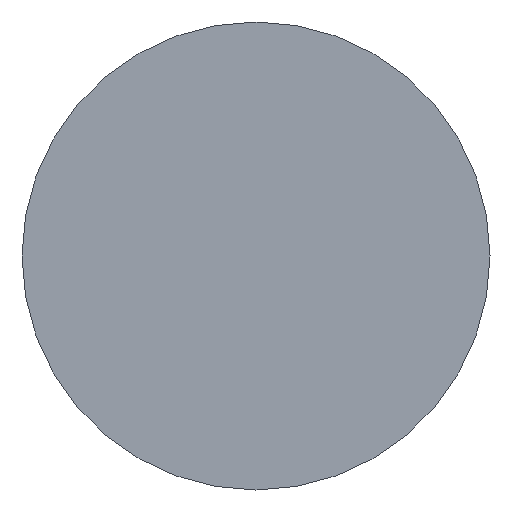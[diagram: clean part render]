
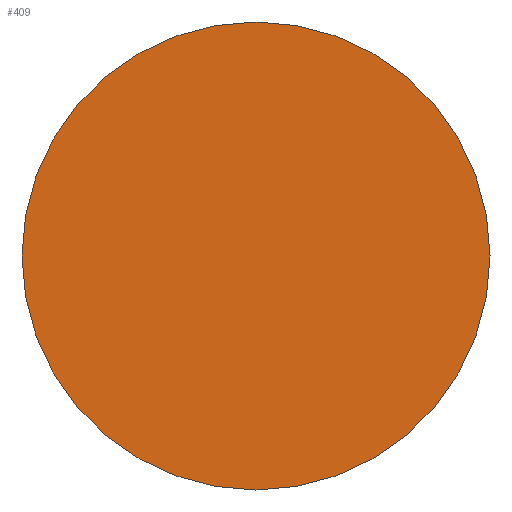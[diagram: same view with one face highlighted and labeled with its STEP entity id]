
A CAD part, front view. The second image highlights one B-rep face of the part: STEP entity #409.
In plain terms, the highlighted planar face has unit normal (0, -1, 0).
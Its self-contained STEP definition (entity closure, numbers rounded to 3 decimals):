
#109=FACE_OUTER_BOUND('',#135,.T.);
#135=EDGE_LOOP('',(#368));
#162=CIRCLE('',#476,11.171);
#197=VERTEX_POINT('',#728);
#254=EDGE_CURVE('',#197,#197,#162,.T.);
#368=ORIENTED_EDGE('',*,*,#254,.F.);
#384=PLANE('',#477);
#409=ADVANCED_FACE('',(#109),#384,.F.);
#476=AXIS2_PLACEMENT_3D('',#730,#610,#611);
#477=AXIS2_PLACEMENT_3D('',#731,#612,#613);
#610=DIRECTION('center_axis',(0.,1.,0.));
#611=DIRECTION('ref_axis',(0.,0.,1.));
#612=DIRECTION('center_axis',(0.,1.,0.));
#613=DIRECTION('ref_axis',(0.,0.,1.));
#728=CARTESIAN_POINT('',(0.,1.25,-11.171));
#730=CARTESIAN_POINT('Origin',(0.,1.25,0.));
#731=CARTESIAN_POINT('Origin',(0.,1.25,0.));
